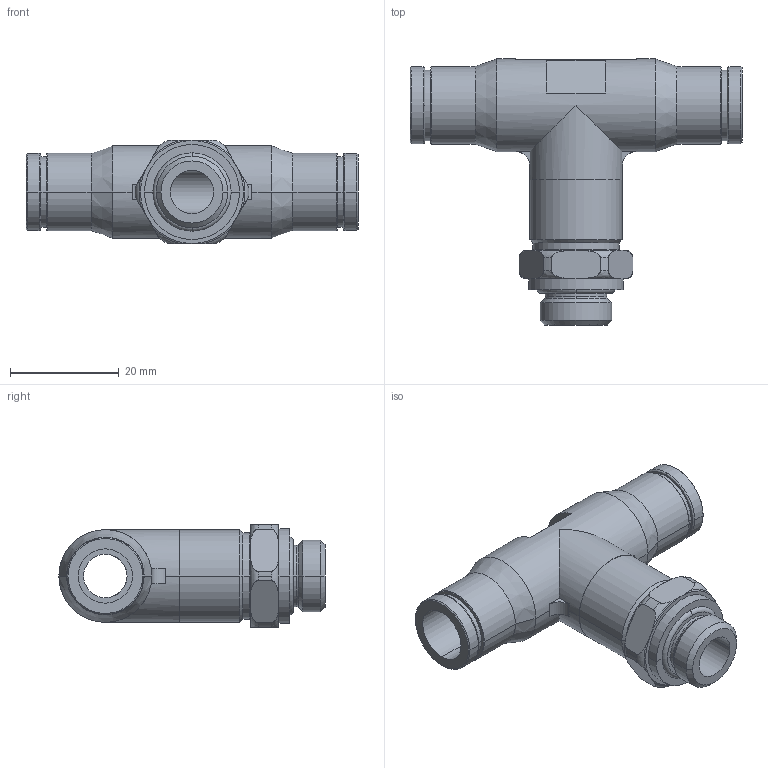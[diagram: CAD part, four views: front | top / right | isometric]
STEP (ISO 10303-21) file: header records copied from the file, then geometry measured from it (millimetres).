
FILE_DESCRIPTION(('STEP AP214'),'1');
FILE_NAME('3898_10_13.stp','2016-07-07T14:53:46',('TraceParts'),('TraceParts S.A.'),'Spatial InterOp 3D',' ',' ');
FILE_SCHEMA(('automotive_design'));
Length unit declared in the file: millimetre
Products named in the file (1): 1
Bounding box: 61.2 x 49.05 x 19 mm (x, y, z)
Volume: 12965 mm3; surface area: 8020 mm2
Topology: 1 solids, 1 shells, 146 faces, 362 edges, 226 vertices
Faces by surface type: cylinder 45, cone 44, plane 37, torus 20
Entity records: 4975 total; most frequent: CARTESIAN_POINT 1459, DIRECTION 786, ORIENTED_EDGE 724, EDGE_CURVE 362, AXIS2_PLACEMENT_3D 333, VERTEX_POINT 226, CIRCLE 178, EDGE_LOOP 158
